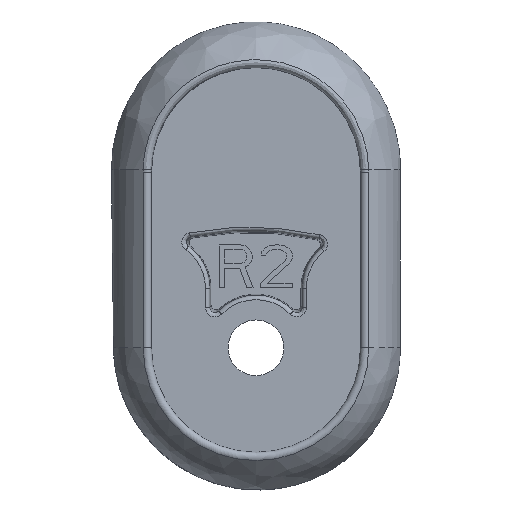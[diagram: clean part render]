
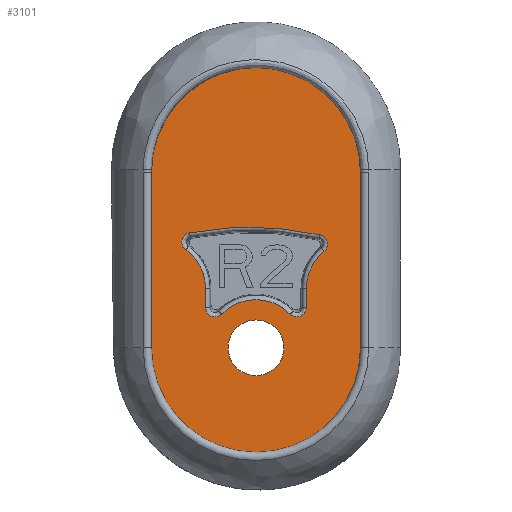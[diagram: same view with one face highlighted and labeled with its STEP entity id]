
A CAD part, front view. The second image highlights one B-rep face of the part: STEP entity #3101.
In plain terms, the highlighted planar face has unit normal (0, -1, 0).
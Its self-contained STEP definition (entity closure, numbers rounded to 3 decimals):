
#447=CARTESIAN_POINT('',(282.,267.,127.));
#448=DIRECTION('',(0.,1.,0.));
#449=DIRECTION('',(1.,0.,0.));
#450=AXIS2_PLACEMENT_3D('',#447,#448,#449);
#452=DIRECTION('',(0.,0.,1.));
#453=VECTOR('',#452,20.5);
#454=CARTESIAN_POINT('',(269.8,267.,127.));
#455=LINE('',#454,#453);
#456=CARTESIAN_POINT('',(282.,267.,147.5));
#457=DIRECTION('',(0.,1.,0.));
#458=DIRECTION('',(-1.,0.,0.));
#459=AXIS2_PLACEMENT_3D('',#456,#457,#458);
#461=DIRECTION('',(0.,0.,-1.));
#462=VECTOR('',#461,20.5);
#463=CARTESIAN_POINT('',(294.2,267.,147.5));
#464=LINE('',#463,#462);
#465=CARTESIAN_POINT('',(282.,267.,127.));
#466=DIRECTION('',(0.,1.,0.));
#467=DIRECTION('',(0.,0.,1.));
#468=AXIS2_PLACEMENT_3D('',#465,#466,#467);
#470=CARTESIAN_POINT('',(282.,267.,127.));
#471=DIRECTION('',(0.,1.,0.));
#472=DIRECTION('',(0.,0.,-1.));
#473=AXIS2_PLACEMENT_3D('',#470,#471,#472);
#475=CARTESIAN_POINT('',(289.938,267.,138.251));
#476=CARTESIAN_POINT('',(289.987,267.,138.292));
#477=CARTESIAN_POINT('',(290.077,267.,138.38));
#478=CARTESIAN_POINT('',(290.193,267.,138.54));
#479=CARTESIAN_POINT('',(290.279,267.,138.723));
#480=CARTESIAN_POINT('',(290.331,267.,138.921));
#481=CARTESIAN_POINT('',(290.346,267.,139.126));
#482=CARTESIAN_POINT('',(290.322,267.,139.33));
#483=CARTESIAN_POINT('',(290.262,267.,139.525));
#484=CARTESIAN_POINT('',(290.165,267.,139.707));
#485=CARTESIAN_POINT('',(290.034,267.,139.871));
#486=CARTESIAN_POINT('',(289.872,267.,140.009));
#487=CARTESIAN_POINT('',(289.686,267.,140.112));
#488=CARTESIAN_POINT('',(289.556,267.,140.156));
#489=CARTESIAN_POINT('',(289.489,267.,140.171));
#491=CARTESIAN_POINT('',(289.489,267.,140.171));
#492=CARTESIAN_POINT('',(287.868,267.,140.549));
#493=CARTESIAN_POINT('',(284.575,267.,141.074));
#494=CARTESIAN_POINT('',(279.231,267.,141.16));
#495=CARTESIAN_POINT('',(275.898,267.,140.74));
#496=CARTESIAN_POINT('',(274.246,267.,140.411));
#498=CARTESIAN_POINT('',(274.246,267.,140.411));
#499=CARTESIAN_POINT('',(274.171,267.,140.396));
#500=CARTESIAN_POINT('',(274.021,267.,140.35));
#501=CARTESIAN_POINT('',(273.794,267.,140.221));
#502=CARTESIAN_POINT('',(273.593,267.,140.029));
#503=CARTESIAN_POINT('',(273.439,267.,139.777));
#504=CARTESIAN_POINT('',(273.354,267.,139.477));
#505=CARTESIAN_POINT('',(273.359,267.,139.16));
#506=CARTESIAN_POINT('',(273.449,267.,138.868));
#507=CARTESIAN_POINT('',(273.608,267.,138.621));
#508=CARTESIAN_POINT('',(273.739,267.,138.499));
#509=CARTESIAN_POINT('',(273.812,267.,138.446));
#511=CARTESIAN_POINT('',(270.5,267.,133.918));
#512=DIRECTION('',(0.,1.,0.));
#513=DIRECTION('',(0.59,0.,0.807));
#514=AXIS2_PLACEMENT_3D('',#511,#512,#513);
#516=DIRECTION('',(0.,0.,-1.));
#517=VECTOR('',#516,2.22);
#518=CARTESIAN_POINT('',(276.11,267.,133.918));
#519=LINE('',#518,#517);
#520=CARTESIAN_POINT('',(276.11,267.,131.697));
#521=CARTESIAN_POINT('',(276.11,267.,131.624));
#522=CARTESIAN_POINT('',(276.124,267.,131.476));
#523=CARTESIAN_POINT('',(276.197,267.,131.244));
#524=CARTESIAN_POINT('',(276.326,267.,131.024));
#525=CARTESIAN_POINT('',(276.509,267.,130.833));
#526=CARTESIAN_POINT('',(276.741,267.,130.688));
#527=CARTESIAN_POINT('',(277.009,267.,130.603));
#528=CARTESIAN_POINT('',(277.289,267.,130.588));
#529=CARTESIAN_POINT('',(277.559,267.,130.642));
#530=CARTESIAN_POINT('',(277.803,267.,130.76));
#531=CARTESIAN_POINT('',(277.935,267.,130.867));
#532=CARTESIAN_POINT('',(277.994,267.,130.928));
#534=CARTESIAN_POINT('',(282.,267.,127.));
#535=DIRECTION('',(0.,1.,0.));
#536=DIRECTION('',(-0.714,0.,0.7));
#537=AXIS2_PLACEMENT_3D('',#534,#535,#536);
#539=CARTESIAN_POINT('',(286.006,267.,130.928));
#540=CARTESIAN_POINT('',(286.057,267.,130.875));
#541=CARTESIAN_POINT('',(286.171,267.,130.779));
#542=CARTESIAN_POINT('',(286.386,267.,130.664));
#543=CARTESIAN_POINT('',(286.633,267.,130.598));
#544=CARTESIAN_POINT('',(286.898,267.,130.591));
#545=CARTESIAN_POINT('',(287.166,267.,130.65));
#546=CARTESIAN_POINT('',(287.416,267.,130.777));
#547=CARTESIAN_POINT('',(287.626,267.,130.963));
#548=CARTESIAN_POINT('',(287.78,267.,131.19));
#549=CARTESIAN_POINT('',(287.871,267.,131.444));
#550=CARTESIAN_POINT('',(287.89,267.,131.612));
#551=CARTESIAN_POINT('',(287.89,267.,131.697));
#553=DIRECTION('',(0.,0.,1.));
#554=VECTOR('',#553,2.22);
#555=CARTESIAN_POINT('',(287.89,267.,131.697));
#556=LINE('',#555,#554);
#557=CARTESIAN_POINT('',(293.5,267.,133.918));
#558=DIRECTION('',(0.,1.,0.));
#559=DIRECTION('',(-1.,0.,0.));
#560=AXIS2_PLACEMENT_3D('',#557,#558,#559);
#1813=CARTESIAN_POINT('',(282.,267.,130.25));
#1814=CARTESIAN_POINT('',(282.,267.,123.75));
#1815=VERTEX_POINT('',#1813);
#1816=VERTEX_POINT('',#1814);
#1817=CARTESIAN_POINT('',(294.2,267.,127.));
#1818=CARTESIAN_POINT('',(269.8,267.,127.));
#1819=VERTEX_POINT('',#1817);
#1820=VERTEX_POINT('',#1818);
#1821=CARTESIAN_POINT('',(269.8,267.,147.5));
#1822=VERTEX_POINT('',#1821);
#1823=CARTESIAN_POINT('',(294.2,267.,147.5));
#1824=VERTEX_POINT('',#1823);
#1889=VERTEX_POINT('',#475);
#1890=VERTEX_POINT('',#489);
#1893=VERTEX_POINT('',#496);
#1895=VERTEX_POINT('',#509);
#1897=CARTESIAN_POINT('',(276.11,267.,133.918));
#1898=VERTEX_POINT('',#1897);
#1901=CARTESIAN_POINT('',(276.11,267.,131.697));
#1902=VERTEX_POINT('',#1901);
#1905=VERTEX_POINT('',#532);
#1907=CARTESIAN_POINT('',(286.006,267.,130.928));
#1908=VERTEX_POINT('',#1907);
#1911=VERTEX_POINT('',#551);
#1913=CARTESIAN_POINT('',(287.89,267.,133.918));
#1914=VERTEX_POINT('',#1913);
#3060=CARTESIAN_POINT('',(292.,267.,127.));
#3061=DIRECTION('',(0.,1.,0.));
#3062=DIRECTION('',(0.,0.,1.));
#3063=AXIS2_PLACEMENT_3D('',#3060,#3061,#3062);
#3064=PLANE('',#3063);
#3066=ORIENTED_EDGE('',*,*,#3065,.T.);
#3068=ORIENTED_EDGE('',*,*,#3067,.T.);
#3070=ORIENTED_EDGE('',*,*,#3069,.T.);
#3072=ORIENTED_EDGE('',*,*,#3071,.T.);
#3073=EDGE_LOOP('',(#3066,#3068,#3070,#3072));
#3074=FACE_OUTER_BOUND('',#3073,.F.);
#3075=ORIENTED_EDGE('',*,*,#3040,.F.);
#3076=ORIENTED_EDGE('',*,*,#3054,.F.);
#3077=EDGE_LOOP('',(#3075,#3076));
#3078=FACE_BOUND('',#3077,.F.);
#3080=ORIENTED_EDGE('',*,*,#3079,.T.);
#3082=ORIENTED_EDGE('',*,*,#3081,.T.);
#3084=ORIENTED_EDGE('',*,*,#3083,.T.);
#3086=ORIENTED_EDGE('',*,*,#3085,.T.);
#3088=ORIENTED_EDGE('',*,*,#3087,.T.);
#3090=ORIENTED_EDGE('',*,*,#3089,.T.);
#3092=ORIENTED_EDGE('',*,*,#3091,.T.);
#3094=ORIENTED_EDGE('',*,*,#3093,.T.);
#3096=ORIENTED_EDGE('',*,*,#3095,.T.);
#3098=ORIENTED_EDGE('',*,*,#3097,.T.);
#3099=EDGE_LOOP('',(#3080,#3082,#3084,#3086,#3088,#3090,#3092,#3094,#3096,
#3098));
#3100=FACE_BOUND('',#3099,.F.);
#3101=ADVANCED_FACE('',(#3074,#3078,#3100),#3064,.F.);
#451=CIRCLE('',#450,12.2);
#460=CIRCLE('',#459,12.2);
#469=CIRCLE('',#468,3.25);
#474=CIRCLE('',#473,3.25);
#490=B_SPLINE_CURVE_WITH_KNOTS('',3,(#475,#476,#477,#478,#479,#480,#481,#482,
#483,#484,#485,#486,#487,#488,#489),.UNSPECIFIED.,.F.,.F.,(4,1,1,1,1,1,1,1,1,1,
1,1,4),(0.,0.083,0.167,0.25,0.333,
0.417,0.5,0.583,0.667,0.75,
0.833,0.917,1.),.UNSPECIFIED.);
#497=B_SPLINE_CURVE_WITH_KNOTS('',3,(#491,#492,#493,#494,#495,#496),
.UNSPECIFIED.,.F.,.F.,(4,1,1,4),(0.,0.333,0.667,1.),
.UNSPECIFIED.);
#510=B_SPLINE_CURVE_WITH_KNOTS('',3,(#498,#499,#500,#501,#502,#503,#504,#505,
#506,#507,#508,#509),.UNSPECIFIED.,.F.,.F.,(4,1,1,1,1,1,1,1,1,4),(0.,
0.111,0.222,0.333,0.444,
0.556,0.667,0.778,0.889,1.),
.UNSPECIFIED.);
#515=CIRCLE('',#514,5.61);
#533=B_SPLINE_CURVE_WITH_KNOTS('',3,(#520,#521,#522,#523,#524,#525,#526,#527,
#528,#529,#530,#531,#532),.UNSPECIFIED.,.F.,.F.,(4,1,1,1,1,1,1,1,1,1,4),(0.,
0.1,0.2,0.3,0.4,0.5,0.6,0.7,0.8,0.9,1.),.UNSPECIFIED.);
#538=CIRCLE('',#537,5.61);
#552=B_SPLINE_CURVE_WITH_KNOTS('',3,(#539,#540,#541,#542,#543,#544,#545,#546,
#547,#548,#549,#550,#551),.UNSPECIFIED.,.F.,.F.,(4,1,1,1,1,1,1,1,1,1,4),(0.,
0.1,0.2,0.3,0.4,0.5,0.6,0.7,0.8,0.9,1.),.UNSPECIFIED.);
#561=CIRCLE('',#560,5.61);
#3040=EDGE_CURVE('',#1815,#1816,#469,.T.);
#3054=EDGE_CURVE('',#1816,#1815,#474,.T.);
#3065=EDGE_CURVE('',#1819,#1820,#451,.T.);
#3067=EDGE_CURVE('',#1820,#1822,#455,.T.);
#3069=EDGE_CURVE('',#1822,#1824,#460,.T.);
#3071=EDGE_CURVE('',#1824,#1819,#464,.T.);
#3079=EDGE_CURVE('',#1889,#1890,#490,.T.);
#3081=EDGE_CURVE('',#1890,#1893,#497,.T.);
#3083=EDGE_CURVE('',#1893,#1895,#510,.T.);
#3085=EDGE_CURVE('',#1895,#1898,#515,.T.);
#3087=EDGE_CURVE('',#1898,#1902,#519,.T.);
#3089=EDGE_CURVE('',#1902,#1905,#533,.T.);
#3091=EDGE_CURVE('',#1905,#1908,#538,.T.);
#3093=EDGE_CURVE('',#1908,#1911,#552,.T.);
#3095=EDGE_CURVE('',#1911,#1914,#556,.T.);
#3097=EDGE_CURVE('',#1914,#1889,#561,.T.);
